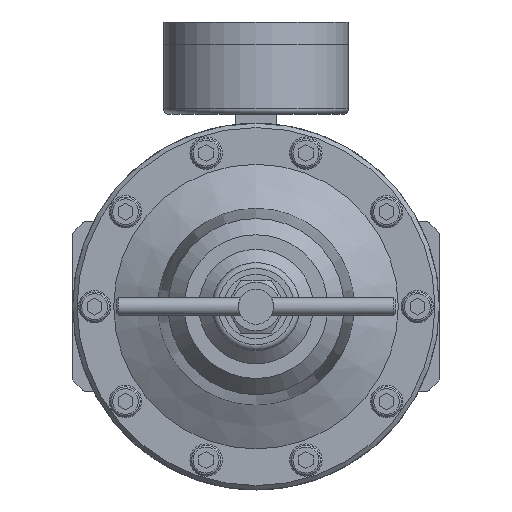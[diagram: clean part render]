
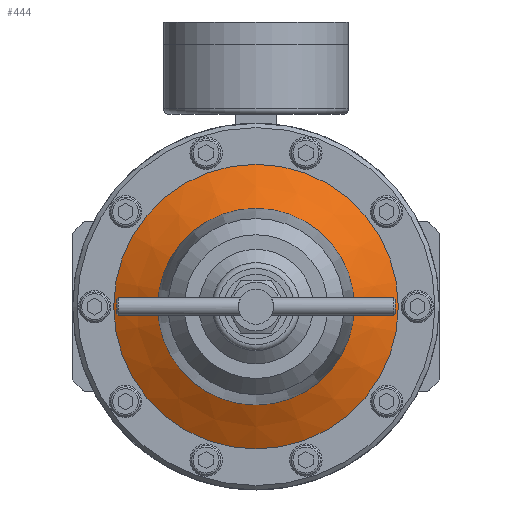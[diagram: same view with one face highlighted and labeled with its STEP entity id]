
A CAD part, front view. The second image highlights one B-rep face of the part: STEP entity #444.
In plain terms, the highlighted conical face has half-angle 61.928 degrees and reference radius 48.5 mm.
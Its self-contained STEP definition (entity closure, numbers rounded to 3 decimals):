
#444 = ADVANCED_FACE( '', ( #1147, #1148 ), #1149, .T. );
#1147 = FACE_BOUND( '', #2222, .T. );
#1148 = FACE_OUTER_BOUND( '', #2223, .T. );
#1149 = CONICAL_SURFACE( '', #2224, 48.5, 1.081 );
#2222 = EDGE_LOOP( '', ( #3448 ) );
#2223 = EDGE_LOOP( '', ( #3449 ) );
#2224 = AXIS2_PLACEMENT_3D( '', #3450, #3451, #3452 );
#3448 = ORIENTED_EDGE( '', *, *, #5840, .F. );
#3449 = ORIENTED_EDGE( '', *, *, #5841, .T. );
#3450 = CARTESIAN_POINT( '', ( 0., -54.5, 0. ) );
#3451 = DIRECTION( '', ( 0., 1., 0. ) );
#3452 = DIRECTION( '', ( 0., 0., 1. ) );
#5840 = EDGE_CURVE( '', #6914, #6914, #6915, .T. );
#5841 = EDGE_CURVE( '', #6916, #6916, #6917, .T. );
#6914 = VERTEX_POINT( '', #8472 );
#6915 = CIRCLE( '', #8473, 33.5 );
#6916 = VERTEX_POINT( '', #8474 );
#6917 = CIRCLE( '', #8475, 48.5 );
#8472 = CARTESIAN_POINT( '', ( 0., -62.5, -33.5 ) );
#8473 = AXIS2_PLACEMENT_3D( '', #10657, #10658, #10659 );
#8474 = CARTESIAN_POINT( '', ( 0., -54.5, -48.5 ) );
#8475 = AXIS2_PLACEMENT_3D( '', #10660, #10661, #10662 );
#10657 = CARTESIAN_POINT( '', ( 0., -62.5, 0. ) );
#10658 = DIRECTION( '', ( 0., -1., 0. ) );
#10659 = DIRECTION( '', ( 0., 0., -1. ) );
#10660 = CARTESIAN_POINT( '', ( 0., -54.5, 0. ) );
#10661 = DIRECTION( '', ( 0., -1., 0. ) );
#10662 = DIRECTION( '', ( 0., 0., -1. ) );
